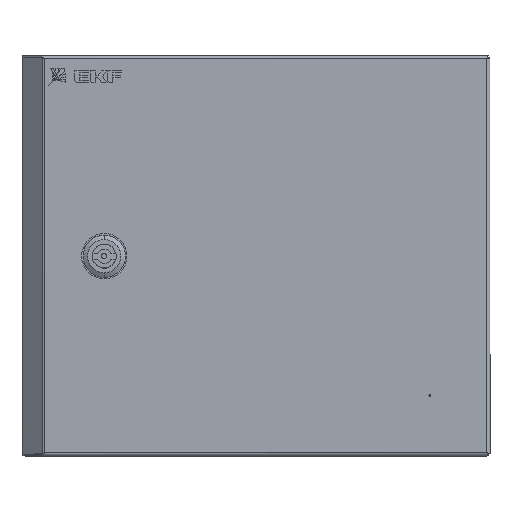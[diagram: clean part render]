
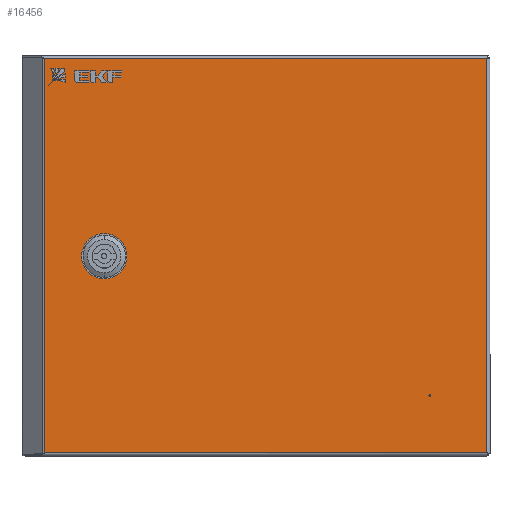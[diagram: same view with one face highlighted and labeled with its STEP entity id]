
A CAD part, top view. The second image highlights one B-rep face of the part: STEP entity #16456.
In plain terms, the highlighted face is planar.
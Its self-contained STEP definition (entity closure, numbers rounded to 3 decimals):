
#77 = ORIENTED_EDGE ( 'NONE', *, *, #5766, .F. ) ;
#175 = ORIENTED_EDGE ( 'NONE', *, *, #14058, .F. ) ;
#498 = DIRECTION ( 'NONE',  ( 0., 0., -1. ) ) ;
#717 = AXIS2_PLACEMENT_3D ( 'NONE', #21404, #23554, #10733 ) ;
#978 = VERTEX_POINT ( 'NONE', #12295 ) ;
#1224 = VERTEX_POINT ( 'NONE', #4064 ) ;
#1247 = AXIS2_PLACEMENT_3D ( 'NONE', #20397, #7627, #22579 ) ;
#2346 = CARTESIAN_POINT ( 'NONE',  ( 256., 0., 38.75 ) ) ;
#2914 = CARTESIAN_POINT ( 'NONE',  ( 50.5, 0., 137.5 ) ) ;
#3309 = VECTOR ( 'NONE', #8142, 1000. ) ;
#3473 = CIRCLE ( 'NONE', #10107, 3.5 ) ;
#3491 = VECTOR ( 'NONE', #12619, 1000. ) ;
#3552 = VECTOR ( 'NONE', #23214, 1000. ) ;
#3853 = VERTEX_POINT ( 'NONE', #24750 ) ;
#4064 = CARTESIAN_POINT ( 'NONE',  ( 31., 0., 125. ) ) ;
#4482 = DIRECTION ( 'NONE',  ( 0., 0., 1. ) ) ;
#4716 = ORIENTED_EDGE ( 'NONE', *, *, #17894, .T. ) ;
#4853 = EDGE_CURVE ( 'NONE', #7656, #14258, #14937, .T. ) ;
#4895 = LINE ( 'NONE', #23820, #3552 ) ;
#4972 = VECTOR ( 'NONE', #17741, 1000. ) ;
#5766 = EDGE_CURVE ( 'NONE', #11557, #20038, #11155, .T. ) ;
#6110 = VECTOR ( 'NONE', #19242, 1000. ) ;
#6203 = EDGE_CURVE ( 'NONE', #14258, #20038, #4895, .T. ) ;
#7072 = CARTESIAN_POINT ( 'NONE',  ( 50.5, 0., 137.5 ) ) ;
#7383 = EDGE_LOOP ( 'NONE', ( #175, #26018, #13394, #17197, #19838, #17535, #21452, #8653 ) ) ;
#7559 = CARTESIAN_POINT ( 'NONE',  ( 34.5, 0., 141. ) ) ;
#7627 = DIRECTION ( 'NONE',  ( 0., 1., 0. ) ) ;
#7656 = VERTEX_POINT ( 'NONE', #23950 ) ;
#7673 = DIRECTION ( 'NONE',  ( 0., 0., -1. ) ) ;
#7771 = DIRECTION ( 'NONE',  ( 0., -1., 0. ) ) ;
#8142 = DIRECTION ( 'NONE',  ( 1., 0., 0. ) ) ;
#8653 = ORIENTED_EDGE ( 'NONE', *, *, #17777, .F. ) ;
#8657 = CARTESIAN_POINT ( 'NONE',  ( 0.785, 0., 262.5 ) ) ;
#9304 = CARTESIAN_POINT ( 'NONE',  ( 47., 0., 137.5 ) ) ;
#9700 = DIRECTION ( 'NONE',  ( -1., 0., 0. ) ) ;
#10090 = EDGE_CURVE ( 'NONE', #978, #18119, #24786, .T. ) ;
#10107 = AXIS2_PLACEMENT_3D ( 'NONE', #9304, #24225, #11410 ) ;
#10123 = FACE_BOUND ( 'NONE', #7383, .T. ) ;
#10654 = VERTEX_POINT ( 'NONE', #20145 ) ;
#10733 = DIRECTION ( 'NONE',  ( 0., 0., -1. ) ) ;
#10981 = CIRCLE ( 'NONE', #21835, 3.5 ) ;
#11155 = LINE ( 'NONE', #23763, #22558 ) ;
#11410 = DIRECTION ( 'NONE',  ( 0., 0., 1. ) ) ;
#11482 = VERTEX_POINT ( 'NONE', #21364 ) ;
#11557 = VERTEX_POINT ( 'NONE', #17391 ) ;
#11865 = DIRECTION ( 'NONE',  ( 0., -1., 0. ) ) ;
#12018 = VERTEX_POINT ( 'NONE', #21696 ) ;
#12295 = CARTESIAN_POINT ( 'NONE',  ( 47., 0., 141. ) ) ;
#12432 = CARTESIAN_POINT ( 'NONE',  ( 34.5, 0., 121.5 ) ) ;
#12619 = DIRECTION ( 'NONE',  ( 0., 0., -1. ) ) ;
#13168 = DIRECTION ( 'NONE',  ( 0., -1., 0. ) ) ;
#13206 = AXIS2_PLACEMENT_3D ( 'NONE', #20556, #7771, #22731 ) ;
#13394 = ORIENTED_EDGE ( 'NONE', *, *, #14371, .F. ) ;
#13397 = VECTOR ( 'NONE', #9700, 1000. ) ;
#13591 = EDGE_LOOP ( 'NONE', ( #21330, #27599, #77, #19051 ) ) ;
#13764 = CIRCLE ( 'NONE', #1247, 0.5 ) ;
#13900 = LINE ( 'NONE', #12432, #3309 ) ;
#14058 = EDGE_CURVE ( 'NONE', #1224, #3853, #10981, .T. ) ;
#14258 = VERTEX_POINT ( 'NONE', #18650 ) ;
#14371 = EDGE_CURVE ( 'NONE', #18119, #16353, #25698, .T. ) ;
#14575 = CARTESIAN_POINT ( 'NONE',  ( 31., 0., 137.5 ) ) ;
#14937 = LINE ( 'NONE', #8657, #19908 ) ;
#15131 = AXIS2_PLACEMENT_3D ( 'NONE', #2346, #17166, #4482 ) ;
#15234 = CIRCLE ( 'NONE', #13206, 3.5 ) ;
#15790 = FACE_OUTER_BOUND ( 'NONE', #13591, .T. ) ;
#16231 = LINE ( 'NONE', #2914, #4972 ) ;
#16353 = VERTEX_POINT ( 'NONE', #14575 ) ;
#16456 = ADVANCED_FACE ( 'NONE', ( #27220, #10123, #15790 ), #19196, .T. ) ;
#17166 = DIRECTION ( 'NONE',  ( 0., 1., 0. ) ) ;
#17197 = ORIENTED_EDGE ( 'NONE', *, *, #10090, .F. ) ;
#17391 = CARTESIAN_POINT ( 'NONE',  ( 294., 0., 261.75 ) ) ;
#17535 = ORIENTED_EDGE ( 'NONE', *, *, #26569, .F. ) ;
#17741 = DIRECTION ( 'NONE',  ( 0., 0., 1. ) ) ;
#17777 = EDGE_CURVE ( 'NONE', #3853, #11482, #13900, .T. ) ;
#17894 = EDGE_CURVE ( 'NONE', #12018, #23749, #18552, .T. ) ;
#18119 = VERTEX_POINT ( 'NONE', #20289 ) ;
#18185 = EDGE_LOOP ( 'NONE', ( #26439, #4716 ) ) ;
#18552 = CIRCLE ( 'NONE', #15131, 0.5 ) ;
#18650 = CARTESIAN_POINT ( 'NONE',  ( 0.785, 0., 0.75 ) ) ;
#19051 = ORIENTED_EDGE ( 'NONE', *, *, #24477, .T. ) ;
#19196 = PLANE ( 'NONE',  #717 ) ;
#19242 = DIRECTION ( 'NONE',  ( -1., 0., 0. ) ) ;
#19743 = LINE ( 'NONE', #25437, #3491 ) ;
#19838 = ORIENTED_EDGE ( 'NONE', *, *, #24694, .F. ) ;
#19908 = VECTOR ( 'NONE', #26657, 1000. ) ;
#20038 = VERTEX_POINT ( 'NONE', #27291 ) ;
#20145 = CARTESIAN_POINT ( 'NONE',  ( 50.5, 0., 125. ) ) ;
#20289 = CARTESIAN_POINT ( 'NONE',  ( 34.5, 0., 141. ) ) ;
#20397 = CARTESIAN_POINT ( 'NONE',  ( 256., 0., 38.75 ) ) ;
#20556 = CARTESIAN_POINT ( 'NONE',  ( 47., 0., 125. ) ) ;
#20645 = EDGE_CURVE ( 'NONE', #16353, #1224, #19743, .T. ) ;
#21330 = ORIENTED_EDGE ( 'NONE', *, *, #4853, .T. ) ;
#21364 = CARTESIAN_POINT ( 'NONE',  ( 47., 0., 121.5 ) ) ;
#21404 = CARTESIAN_POINT ( 'NONE',  ( 0., 0., 262.5 ) ) ;
#21452 = ORIENTED_EDGE ( 'NONE', *, *, #26787, .F. ) ;
#21533 = CARTESIAN_POINT ( 'NONE',  ( 294., 0., 261.75 ) ) ;
#21696 = CARTESIAN_POINT ( 'NONE',  ( 256., 0., 38.25 ) ) ;
#21835 = AXIS2_PLACEMENT_3D ( 'NONE', #24670, #11865, #26864 ) ;
#22558 = VECTOR ( 'NONE', #7673, 1000. ) ;
#22579 = DIRECTION ( 'NONE',  ( 0., 0., 1. ) ) ;
#22621 = VERTEX_POINT ( 'NONE', #7072 ) ;
#22731 = DIRECTION ( 'NONE',  ( 0., 0., -1. ) ) ;
#23130 = LINE ( 'NONE', #21533, #6110 ) ;
#23214 = DIRECTION ( 'NONE',  ( 1., 0., 0. ) ) ;
#23554 = DIRECTION ( 'NONE',  ( 0., -1., 0. ) ) ;
#23749 = VERTEX_POINT ( 'NONE', #24653 ) ;
#23763 = CARTESIAN_POINT ( 'NONE',  ( 294., 0., 262.5 ) ) ;
#23820 = CARTESIAN_POINT ( 'NONE',  ( -2.154, 0., 0.75 ) ) ;
#23950 = CARTESIAN_POINT ( 'NONE',  ( 0.785, 0., 261.75 ) ) ;
#24225 = DIRECTION ( 'NONE',  ( 0., -1., 0. ) ) ;
#24234 = EDGE_CURVE ( 'NONE', #23749, #12018, #13764, .T. ) ;
#24477 = EDGE_CURVE ( 'NONE', #11557, #7656, #23130, .T. ) ;
#24653 = CARTESIAN_POINT ( 'NONE',  ( 256., 0., 39.25 ) ) ;
#24670 = CARTESIAN_POINT ( 'NONE',  ( 34.5, 0., 125. ) ) ;
#24694 = EDGE_CURVE ( 'NONE', #22621, #978, #3473, .T. ) ;
#24750 = CARTESIAN_POINT ( 'NONE',  ( 34.5, 0., 121.5 ) ) ;
#24786 = LINE ( 'NONE', #7559, #13397 ) ;
#25437 = CARTESIAN_POINT ( 'NONE',  ( 31., 0., 137.5 ) ) ;
#25608 = AXIS2_PLACEMENT_3D ( 'NONE', #25999, #13168, #498 ) ;
#25698 = CIRCLE ( 'NONE', #25608, 3.5 ) ;
#25999 = CARTESIAN_POINT ( 'NONE',  ( 34.5, 0., 137.5 ) ) ;
#26018 = ORIENTED_EDGE ( 'NONE', *, *, #20645, .F. ) ;
#26439 = ORIENTED_EDGE ( 'NONE', *, *, #24234, .T. ) ;
#26569 = EDGE_CURVE ( 'NONE', #10654, #22621, #16231, .T. ) ;
#26657 = DIRECTION ( 'NONE',  ( 0., 0., -1. ) ) ;
#26787 = EDGE_CURVE ( 'NONE', #11482, #10654, #15234, .T. ) ;
#26864 = DIRECTION ( 'NONE',  ( 0., 0., -1. ) ) ;
#27220 = FACE_BOUND ( 'NONE', #18185, .T. ) ;
#27291 = CARTESIAN_POINT ( 'NONE',  ( 294., 0., 0.75 ) ) ;
#27599 = ORIENTED_EDGE ( 'NONE', *, *, #6203, .T. ) ;
